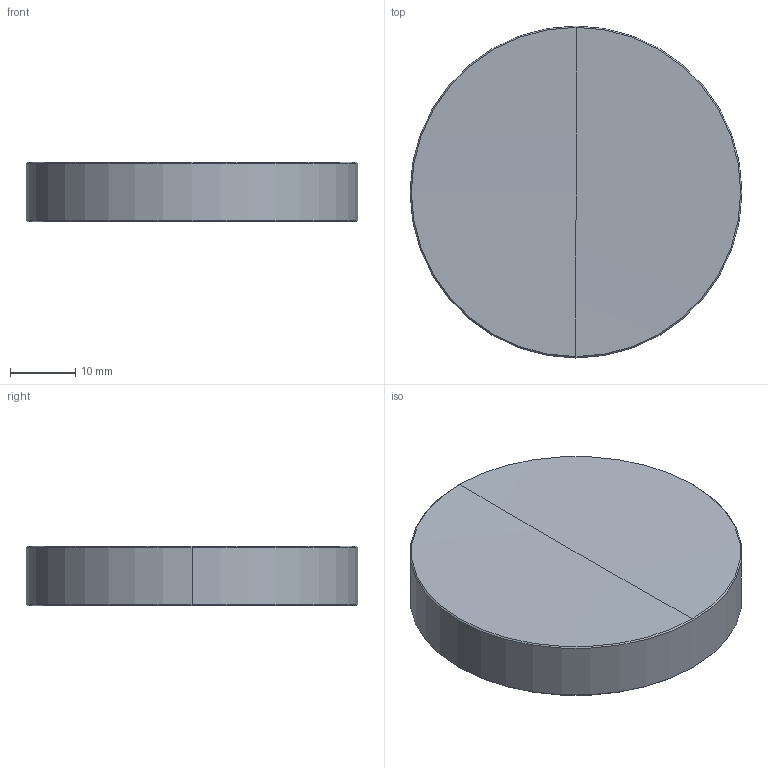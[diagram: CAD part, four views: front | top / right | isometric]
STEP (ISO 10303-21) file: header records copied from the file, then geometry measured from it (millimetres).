
FILE_DESCRIPTION (( 'STEP AP203' ), '1' );
FILE_NAME ('TTN153340-E0W.STEP', '2018-12-17T20:29:49', ( '' ), ( '' ), 'SwSTEP 2.0', 'SolidWorks 2018', '' );
FILE_SCHEMA (( 'CONFIG_CONTROL_DESIGN' ));
Length unit declared in the file: millimetre
Products named in the file (1): TTN153340-E0W
Bounding box: 50.8 x 50.8 x 9.16 mm (x, y, z)
Volume: 18398.6 mm3; surface area: 5478.1 mm2
Topology: 1 solids, 1 shells, 45 faces, 294 edges, 287 vertices
Faces by surface type: plane 37, cone 4, cylinder 2, sphere 2
Entity records: 4471 total; most frequent: CARTESIAN_POINT 2229, ORIENTED_EDGE 588, EDGE_CURVE 294, VERTEX_POINT 287, DIRECTION 252, B_SPLINE_CURVE_WITH_KNOTS 146, VECTOR 136, LINE 136
